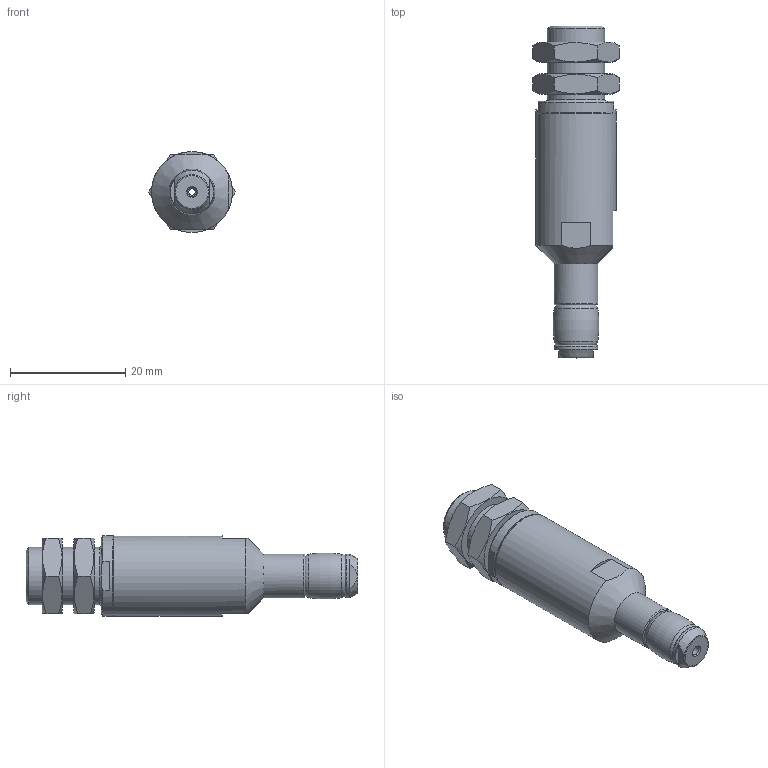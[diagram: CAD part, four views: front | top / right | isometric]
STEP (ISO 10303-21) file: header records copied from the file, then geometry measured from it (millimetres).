
FILE_DESCRIPTION(/* description */ ('STEP AP214'),/* implementation_level */ '2;1');
FILE_NAME(/* name */ '1320820_DHEB-8-E-U-S-P',/* time_stamp */ '2024-08-19T17:46:34+02:00',/* author */ ('License CC BY-ND 4.0'),/* organization */ ('CADENAS'),/* preprocessor_version */ 'ST-DEVELOPER v19.3',/* originating_system */ 'PARTsolutions',/* authorisation */ ' ');
FILE_SCHEMA (('AUTOMOTIVE_DESIGN {1 0 10303 214 3 1 1}'));
Length unit declared in the file: millimetre
Products named in the file (5): 1320820 DHEB-8-E-U-S-P---(AUS); 1360884 DHEB-8-E-U-S-P; 1360879 DHEB-8-E-U-S-P---(AUS); 1448943 DHAS-GB-B14-8-S---(MOD-AUS-U); 396998 YSRW M10X1-3.5-13
Assembly tree (5 placements, depth 2):
  1320820 DHEB-8-E-U-S-P---(AUS)
    1360884 DHEB-8-E-U-S-P
    1360879 DHEB-8-E-U-S-P---(AUS)
    1448943 DHAS-GB-B14-8-S---(MOD-AUS-U)
    396998 YSRW M10X1-3.5-13  x2
Bounding box: 15.01 x 57.5 x 14 mm (x, y, z)
Volume: 5727.8 mm3; surface area: 5565.9 mm2
Topology: 5 solids, 5 shells, 96 faces, 201 edges, 127 vertices
Faces by surface type: plane 47, cylinder 23, cone 19, torus 7
Full cylindrical faces by diameter (mm): 1 x1, 1.1 x1, 1.567 x1, 1.6 x1, 2.1 x1, 2.459 x1, 3 x3, 4 x2, 4.134 x1, 7.5 x2, 7.6 x2, 8.917 x2, 10 x1, 12 x2, 14 x2
Entity records: 2133 total; most frequent: CARTESIAN_POINT 427, DIRECTION 345, ORIENTED_EDGE 240, AXIS2_PLACEMENT_3D 160, EDGE_LOOP 149, FACE_BOUND 149, EDGE_CURVE 120, VERTEX_POINT 99
